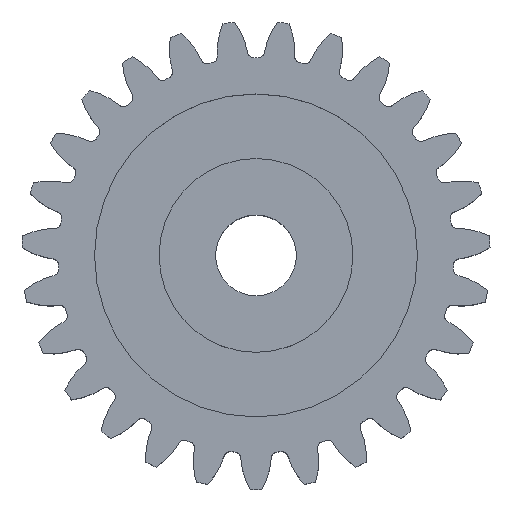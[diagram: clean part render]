
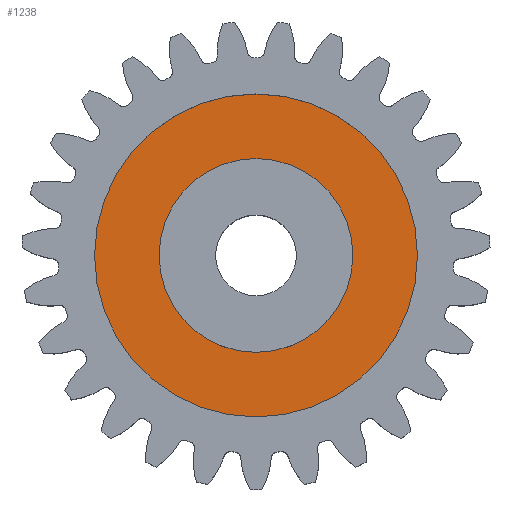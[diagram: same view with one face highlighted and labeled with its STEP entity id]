
A CAD part, top view. The second image highlights one B-rep face of the part: STEP entity #1238.
In plain terms, the highlighted planar face has unit normal (0, 0, 1).
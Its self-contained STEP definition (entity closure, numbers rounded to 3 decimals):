
#1205 = ORIENTED_EDGE ( 'NONE', *, *, #1350, .F. ) ;
#1238 = ADVANCED_FACE ( 'NONE', ( #2048, #2045 ), #1959, .F. ) ;
#1239 = EDGE_CURVE ( 'NONE', #6122, #6189, #1974, .T. ) ;
#1241 = ORIENTED_EDGE ( 'NONE', *, *, #6187, .F. ) ;
#1255 = ORIENTED_EDGE ( 'NONE', *, *, #6193, .T. ) ;
#1257 = EDGE_LOOP ( 'NONE', ( #1205, #1241 ) ) ;
#1265 = EDGE_LOOP ( 'NONE', ( #1255, #1299 ) ) ;
#1299 = ORIENTED_EDGE ( 'NONE', *, *, #1239, .T. ) ;
#1350 = EDGE_CURVE ( 'NONE', #6134, #6194, #2286, .T. ) ;
#1959 = PLANE ( 'NONE',  #2072 ) ;
#1974 = CIRCLE ( 'NONE', #2007, 12. ) ;
#1980 = DIRECTION ( 'NONE',  ( -1., 0., 0. ) ) ;
#1993 = CARTESIAN_POINT ( 'NONE',  ( 0., 0., 10.5 ) ) ;
#2005 = DIRECTION ( 'NONE',  ( -1., 0., 0. ) ) ;
#2006 = DIRECTION ( 'NONE',  ( 0., 0., -1. ) ) ;
#2007 = AXIS2_PLACEMENT_3D ( 'NONE', #1993, #2006, #2005 ) ;
#2045 = FACE_OUTER_BOUND ( 'NONE', #1257, .T. ) ;
#2048 = FACE_BOUND ( 'NONE', #1265, .T. ) ;
#2052 = DIRECTION ( 'NONE',  ( 0., 0., -1. ) ) ;
#2053 = CARTESIAN_POINT ( 'NONE',  ( 0., 0., 10.5 ) ) ;
#2072 = AXIS2_PLACEMENT_3D ( 'NONE', #2053, #2052, #1980 ) ;
#2183 = DIRECTION ( 'NONE',  ( -1., 0., 0. ) ) ;
#2184 = DIRECTION ( 'NONE',  ( 0., 0., -1. ) ) ;
#2185 = CARTESIAN_POINT ( 'NONE',  ( 0., 0., 10.5 ) ) ;
#2186 = AXIS2_PLACEMENT_3D ( 'NONE', #2185, #2184, #2183 ) ;
#2286 = CIRCLE ( 'NONE', #2186, 20. ) ;
#3287 = DIRECTION ( 'NONE',  ( -1., 0., 0. ) ) ;
#3288 = DIRECTION ( 'NONE',  ( 0., 0., -1. ) ) ;
#3289 = CARTESIAN_POINT ( 'NONE',  ( 0., 0., 10.5 ) ) ;
#3295 = AXIS2_PLACEMENT_3D ( 'NONE', #3289, #3288, #3287 ) ;
#3297 = CIRCLE ( 'NONE', #3295, 12. ) ;
#3300 = CARTESIAN_POINT ( 'NONE',  ( 20., 0., 10.5 ) ) ;
#3306 = DIRECTION ( 'NONE',  ( -1., 0., 0. ) ) ;
#3307 = DIRECTION ( 'NONE',  ( 0., 0., -1. ) ) ;
#3308 = CARTESIAN_POINT ( 'NONE',  ( 0., 0., 10.5 ) ) ;
#3309 = AXIS2_PLACEMENT_3D ( 'NONE', #3308, #3307, #3306 ) ;
#3310 = CIRCLE ( 'NONE', #3309, 20. ) ;
#3315 = CARTESIAN_POINT ( 'NONE',  ( -12., 0., 10.5 ) ) ;
#3417 = CARTESIAN_POINT ( 'NONE',  ( 12., 0., 10.5 ) ) ;
#3424 = CARTESIAN_POINT ( 'NONE',  ( -20., 0., 10.5 ) ) ;
#6122 = VERTEX_POINT ( 'NONE', #3417 ) ;
#6134 = VERTEX_POINT ( 'NONE', #3424 ) ;
#6187 = EDGE_CURVE ( 'NONE', #6194, #6134, #3310, .T. ) ;
#6189 = VERTEX_POINT ( 'NONE', #3315 ) ;
#6193 = EDGE_CURVE ( 'NONE', #6189, #6122, #3297, .T. ) ;
#6194 = VERTEX_POINT ( 'NONE', #3300 ) ;
